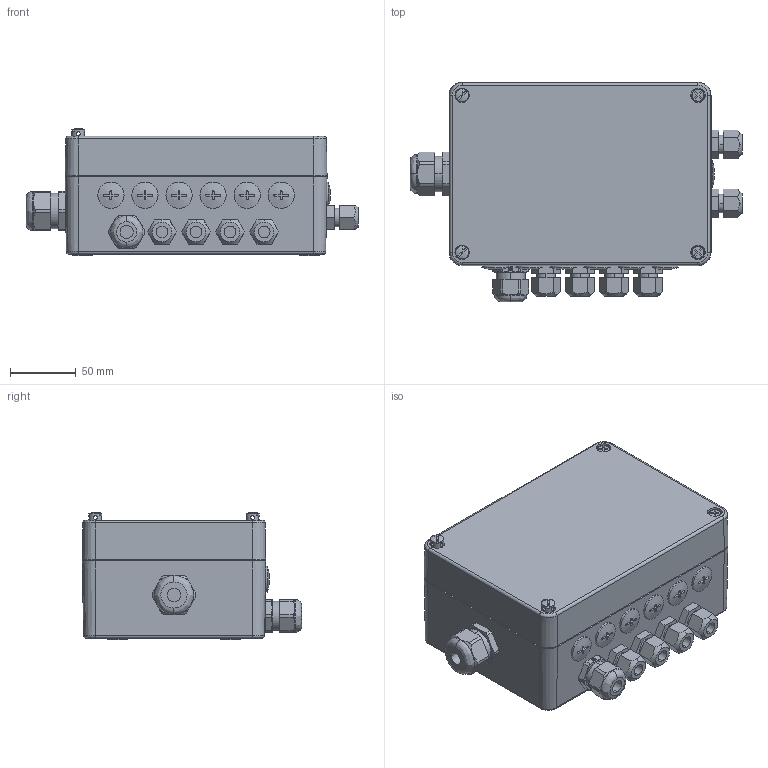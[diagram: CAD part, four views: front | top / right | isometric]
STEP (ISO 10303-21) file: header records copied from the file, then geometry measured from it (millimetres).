
FILE_DESCRIPTION (( 'STEP AP214' ), '1' );
FILE_NAME ('MFLOW-A1_MFLOW-KK1_350954.STEP', '2015-02-27T07:09:12', ( 'Admin1' ), ( '' ), 'SwSTEP 2.0', 'SolidWorks 2014', '' );
FILE_SCHEMA (( 'AUTOMOTIVE_DESIGN' ));
Length unit declared in the file: millimetre
Products named in the file (1): MFLOW-A1_MFLOW-KK1_350954
Bounding box: 253.45 x 167.5 x 96.99 mm (x, y, z)
Surface area: 154700.5 mm2 (no closed solid volume)
Topology: 0 solids, 24 shells, 516 faces, 1507 edges, 1014 vertices
Faces by surface type: plane 264, cylinder 153, cone 70, bspline 29
Entity records: 24594 total; most frequent: CARTESIAN_POINT 5647, DIRECTION 2701, ORIENTED_EDGE 2606, EDGE_CURVE 1507, VERTEX_POINT 1014, AXIS2_PLACEMENT_3D 936, VECTOR 829, LINE 829
